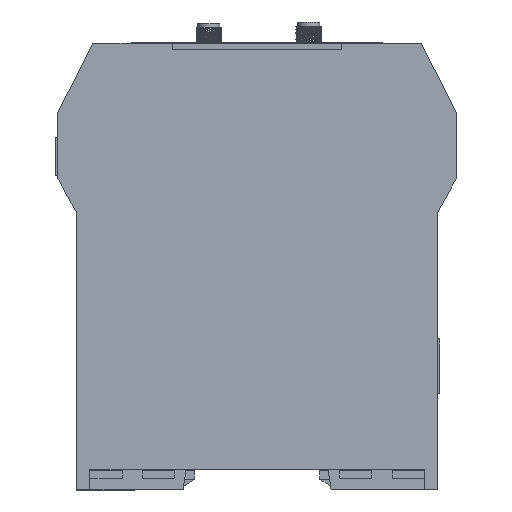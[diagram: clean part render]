
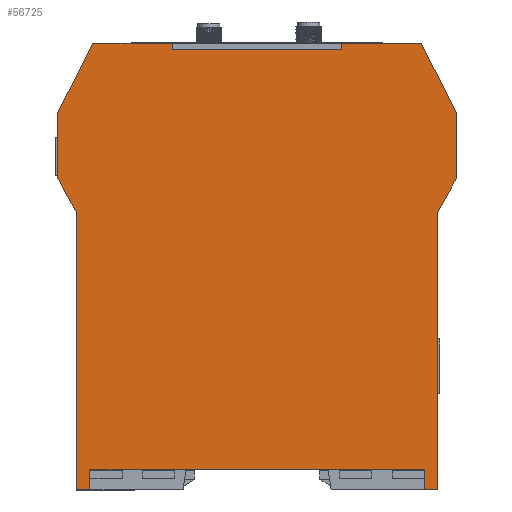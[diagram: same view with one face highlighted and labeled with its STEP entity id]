
A CAD part, left-side view. The second image highlights one B-rep face of the part: STEP entity #56725.
In plain terms, the highlighted face is planar.
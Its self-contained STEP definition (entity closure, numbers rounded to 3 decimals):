
#2835=FACE_OUTER_BOUND('',#5939,.T.);
#5939=EDGE_LOOP('',(#38392,#38393,#38394,#38395,#38396,#38397,#38398,#38399,
#38400,#38401,#38402,#38403,#38404,#38405,#38406,#38407,#38408,#38409));
#9763=LINE('',#77608,#16881);
#9820=LINE('',#77717,#16938);
#9821=LINE('',#77721,#16939);
#9878=LINE('',#77865,#16996);
#9879=LINE('',#77867,#16997);
#9880=LINE('',#77869,#16998);
#9881=LINE('',#77871,#16999);
#9882=LINE('',#77873,#17000);
#9883=LINE('',#77875,#17001);
#9884=LINE('',#77877,#17002);
#9885=LINE('',#77879,#17003);
#9886=LINE('',#77881,#17004);
#9887=LINE('',#77883,#17005);
#9888=LINE('',#77885,#17006);
#9889=LINE('',#77887,#17007);
#9890=LINE('',#77889,#17008);
#9891=LINE('',#77891,#17009);
#9892=LINE('',#77892,#17010);
#16881=VECTOR('',#63940,10.);
#16938=VECTOR('',#64009,10.);
#16939=VECTOR('',#64012,10.);
#16996=VECTOR('',#64113,10.);
#16997=VECTOR('',#64114,10.);
#16998=VECTOR('',#64115,10.);
#16999=VECTOR('',#64116,10.);
#17000=VECTOR('',#64117,10.);
#17001=VECTOR('',#64118,10.);
#17002=VECTOR('',#64119,10.);
#17003=VECTOR('',#64120,10.);
#17004=VECTOR('',#64121,10.);
#17005=VECTOR('',#64122,10.);
#17006=VECTOR('',#64123,10.);
#17007=VECTOR('',#64124,10.);
#17008=VECTOR('',#64125,10.);
#17009=VECTOR('',#64126,10.);
#17010=VECTOR('',#64127,10.);
#23885=VERTEX_POINT('',#77605);
#23886=VERTEX_POINT('',#77607);
#23932=VERTEX_POINT('',#77715);
#23933=VERTEX_POINT('',#77719);
#23934=VERTEX_POINT('',#77720);
#24000=VERTEX_POINT('',#77866);
#24001=VERTEX_POINT('',#77868);
#24002=VERTEX_POINT('',#77870);
#24003=VERTEX_POINT('',#77872);
#24004=VERTEX_POINT('',#77874);
#24005=VERTEX_POINT('',#77876);
#24006=VERTEX_POINT('',#77878);
#24007=VERTEX_POINT('',#77880);
#24008=VERTEX_POINT('',#77882);
#24009=VERTEX_POINT('',#77884);
#24010=VERTEX_POINT('',#77886);
#24011=VERTEX_POINT('',#77888);
#24012=VERTEX_POINT('',#77890);
#29582=EDGE_CURVE('',#23886,#23885,#9763,.T.);
#29641=EDGE_CURVE('',#23885,#23932,#9820,.T.);
#29642=EDGE_CURVE('',#23933,#23934,#9821,.T.);
#29717=EDGE_CURVE('',#23932,#23933,#9878,.T.);
#29718=EDGE_CURVE('',#24000,#23934,#9879,.T.);
#29719=EDGE_CURVE('',#24001,#24000,#9880,.T.);
#29720=EDGE_CURVE('',#24002,#24001,#9881,.T.);
#29721=EDGE_CURVE('',#24003,#24002,#9882,.T.);
#29722=EDGE_CURVE('',#24004,#24003,#9883,.T.);
#29723=EDGE_CURVE('',#24005,#24004,#9884,.T.);
#29724=EDGE_CURVE('',#24006,#24005,#9885,.T.);
#29725=EDGE_CURVE('',#24007,#24006,#9886,.T.);
#29726=EDGE_CURVE('',#24008,#24007,#9887,.T.);
#29727=EDGE_CURVE('',#24009,#24008,#9888,.T.);
#29728=EDGE_CURVE('',#24010,#24009,#9889,.T.);
#29729=EDGE_CURVE('',#24011,#24010,#9890,.T.);
#29730=EDGE_CURVE('',#24011,#24012,#9891,.T.);
#29731=EDGE_CURVE('',#24012,#23886,#9892,.T.);
#38392=ORIENTED_EDGE('',*,*,#29582,.T.);
#38393=ORIENTED_EDGE('',*,*,#29641,.T.);
#38394=ORIENTED_EDGE('',*,*,#29717,.T.);
#38395=ORIENTED_EDGE('',*,*,#29642,.T.);
#38396=ORIENTED_EDGE('',*,*,#29718,.F.);
#38397=ORIENTED_EDGE('',*,*,#29719,.F.);
#38398=ORIENTED_EDGE('',*,*,#29720,.F.);
#38399=ORIENTED_EDGE('',*,*,#29721,.F.);
#38400=ORIENTED_EDGE('',*,*,#29722,.F.);
#38401=ORIENTED_EDGE('',*,*,#29723,.F.);
#38402=ORIENTED_EDGE('',*,*,#29724,.F.);
#38403=ORIENTED_EDGE('',*,*,#29725,.F.);
#38404=ORIENTED_EDGE('',*,*,#29726,.F.);
#38405=ORIENTED_EDGE('',*,*,#29727,.F.);
#38406=ORIENTED_EDGE('',*,*,#29728,.F.);
#38407=ORIENTED_EDGE('',*,*,#29729,.F.);
#38408=ORIENTED_EDGE('',*,*,#29730,.T.);
#38409=ORIENTED_EDGE('',*,*,#29731,.T.);
#54271=PLANE('',#60121);
#56725=ADVANCED_FACE('',(#2835),#54271,.T.);
#60121=AXIS2_PLACEMENT_3D('',#77864,#64111,#64112);
#63940=DIRECTION('',(1.,0.,0.));
#64009=DIRECTION('',(0.,-1.,0.));
#64012=DIRECTION('',(0.,1.,0.));
#64111=DIRECTION('center_axis',(0.,0.,1.));
#64112=DIRECTION('ref_axis',(1.,0.,0.));
#64113=DIRECTION('',(1.,0.,0.));
#64114=DIRECTION('',(-0.49,-0.872,0.));
#64115=DIRECTION('',(0.,-1.,0.));
#64116=DIRECTION('',(0.451,-0.892,0.));
#64117=DIRECTION('',(1.,0.,0.));
#64118=DIRECTION('',(0.,1.,0.));
#64119=DIRECTION('',(1.,0.,0.));
#64120=DIRECTION('',(0.,-1.,0.));
#64121=DIRECTION('',(1.,0.,0.));
#64122=DIRECTION('',(0.451,0.892,0.));
#64123=DIRECTION('',(0.,1.,0.));
#64124=DIRECTION('',(-0.49,0.872,0.));
#64125=DIRECTION('',(0.,1.,0.));
#64126=DIRECTION('',(1.,0.,0.));
#64127=DIRECTION('',(0.,1.,0.));
#77605=CARTESIAN_POINT('',(81.7,-105.15,26.25));
#77607=CARTESIAN_POINT('',(-0.7,-105.15,26.25));
#77608=CARTESIAN_POINT('',(-0.7,-105.15,26.25));
#77715=CARTESIAN_POINT('',(81.7,-110.15,26.25));
#77717=CARTESIAN_POINT('',(81.7,-105.15,26.25));
#77719=CARTESIAN_POINT('',(85.,-110.15,26.25));
#77720=CARTESIAN_POINT('',(85.,-41.65,26.25));
#77721=CARTESIAN_POINT('',(85.,-110.15,26.25));
#77864=CARTESIAN_POINT('Origin',(40.5,-110.15,26.25));
#77865=CARTESIAN_POINT('',(81.7,-110.15,26.25));
#77866=CARTESIAN_POINT('',(89.75,-33.2,26.25));
#77867=CARTESIAN_POINT('',(89.75,-33.2,26.25));
#77868=CARTESIAN_POINT('',(89.75,-17.3,26.25));
#77869=CARTESIAN_POINT('',(89.75,-17.3,26.25));
#77870=CARTESIAN_POINT('',(81.,0.,26.25));
#77871=CARTESIAN_POINT('',(81.,0.,26.25));
#77872=CARTESIAN_POINT('',(61.4,0.,26.25));
#77873=CARTESIAN_POINT('',(61.4,0.,26.25));
#77874=CARTESIAN_POINT('',(61.4,-1.5,26.25));
#77875=CARTESIAN_POINT('',(61.4,-1.5,26.25));
#77876=CARTESIAN_POINT('',(19.6,-1.5,26.25));
#77877=CARTESIAN_POINT('',(19.6,-1.5,26.25));
#77878=CARTESIAN_POINT('',(19.6,0.,26.25));
#77879=CARTESIAN_POINT('',(19.6,0.,26.25));
#77880=CARTESIAN_POINT('',(0.,0.,26.25));
#77881=CARTESIAN_POINT('',(0.,0.,26.25));
#77882=CARTESIAN_POINT('',(-8.75,-17.3,26.25));
#77883=CARTESIAN_POINT('',(-8.75,-17.3,26.25));
#77884=CARTESIAN_POINT('',(-8.75,-33.2,26.25));
#77885=CARTESIAN_POINT('',(-8.75,-33.2,26.25));
#77886=CARTESIAN_POINT('',(-4.,-41.65,26.25));
#77887=CARTESIAN_POINT('',(-4.,-41.65,26.25));
#77888=CARTESIAN_POINT('',(-4.,-110.15,26.25));
#77889=CARTESIAN_POINT('',(-4.,-110.15,26.25));
#77890=CARTESIAN_POINT('',(-0.7,-110.15,26.25));
#77891=CARTESIAN_POINT('',(-4.,-110.15,26.25));
#77892=CARTESIAN_POINT('',(-0.7,-110.15,26.25));
